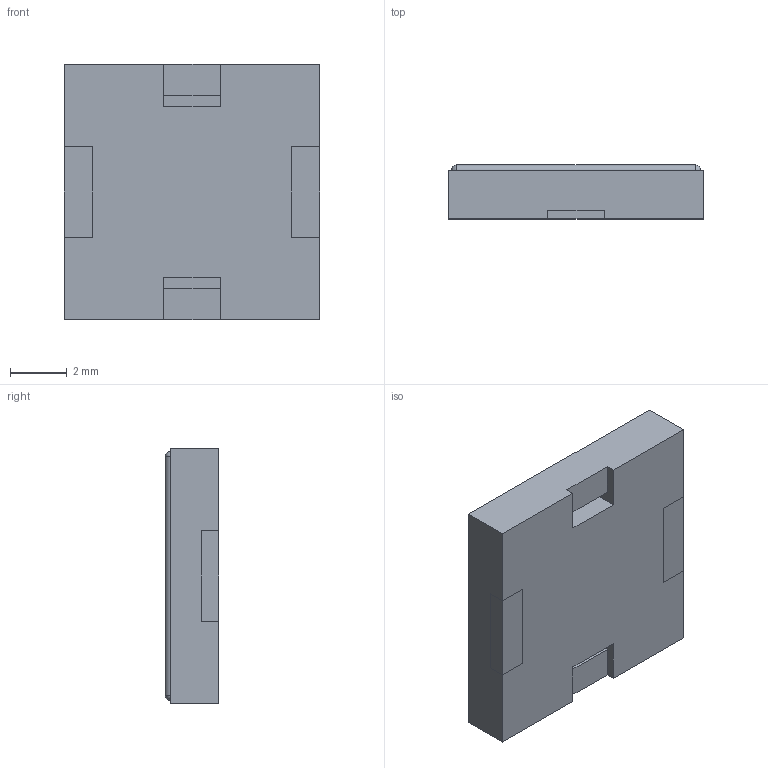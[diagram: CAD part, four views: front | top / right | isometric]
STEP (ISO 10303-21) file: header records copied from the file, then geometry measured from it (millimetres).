
FILE_DESCRIPTION (( 'STEP AP214' ), '1' );
FILE_NAME ('PKMCS0909E4000-R1.STEP', '2020-07-16T20:18:13', ( '' ), ( '' ), 'SwSTEP 2.0', 'SolidWorks 2017', '' );
FILE_SCHEMA (( 'AUTOMOTIVE_DESIGN' ));
Length unit declared in the file: millimetre
Products named in the file (1): PKMCS0909E4000-R1
Bounding box: 9 x 1.9 x 9 mm (x, y, z)
Volume: 150 mm3; surface area: 260.8 mm2
Topology: 3 solids, 3 shells, 50 faces, 126 edges, 80 vertices
Faces by surface type: plane 40, cylinder 6, sphere 4
Entity records: 1502 total; most frequent: CARTESIAN_POINT 253, ORIENTED_EDGE 244, DIRECTION 240, EDGE_CURVE 122, LINE 106, VECTOR 106, VERTEX_POINT 80, AXIS2_PLACEMENT_3D 67
